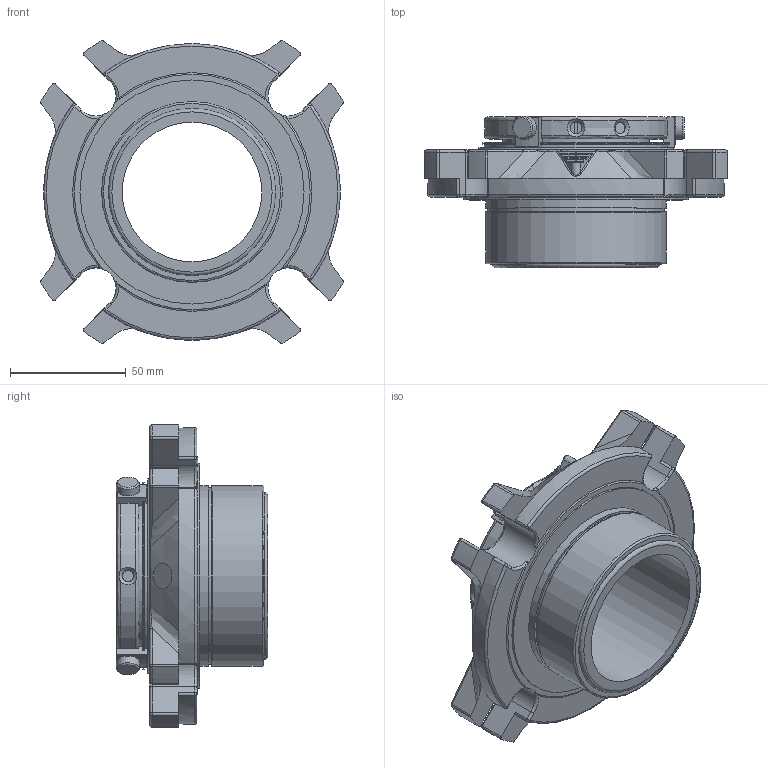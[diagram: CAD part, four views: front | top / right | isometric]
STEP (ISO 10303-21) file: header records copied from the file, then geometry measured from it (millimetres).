
FILE_DESCRIPTION(/* description */ ('Unknown'),/* implementation_level */ '2;1');
FILE_NAME(/* name */ '2.375',/* time_stamp */ '2023-04-03T09:46:30+01:00',/* author */ ('Unknown'),/* organization */ ('Unknown'),/* preprocessor_version */ 'ST-DEVELOPER v18.102',/* originating_system */ 'Solid Edge',/* authorisation */ 'Unknown');
FILE_SCHEMA (('AUTOMOTIVE_DESIGN {1 0 10303 214 3 1 1}'));
Length unit declared in the file: millimetre
Products named in the file (1): 2.375
Bounding box: 130.87 x 65.35 x 130.87 mm (x, y, z)
Volume: 276374.6 mm3; surface area: 59922.4 mm2
Topology: 1 solids, 1 shells, 506 faces, 1318 edges, 806 vertices
Faces by surface type: cylinder 194, plane 150, torus 65, bspline 40, sphere 32, cone 25
Full cylindrical faces by diameter (mm): 3.405 x1, 5 x5, 6 x3, 10 x3, 11.252 x3, 60.325 x1, 63.475 x1, 72.263 x1, 76.327 x1, 78.054 x1, 78.105 x1, 79.477 x1, 81.001 x1, 96.825 x1
Entity records: 19116 total; most frequent: CARTESIAN_POINT 3919, DIRECTION 2446, ORIENTED_EDGE 2408, EDGE_CURVE 1204, AXIS2_PLACEMENT_3D 988, VERTEX_POINT 761, EDGE_LOOP 587, FACE_BOUND 587
